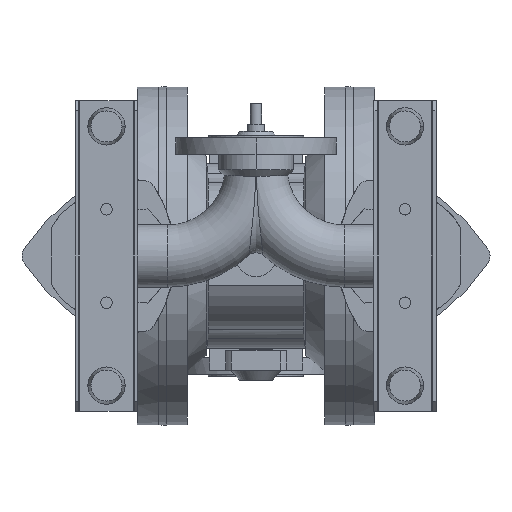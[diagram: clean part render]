
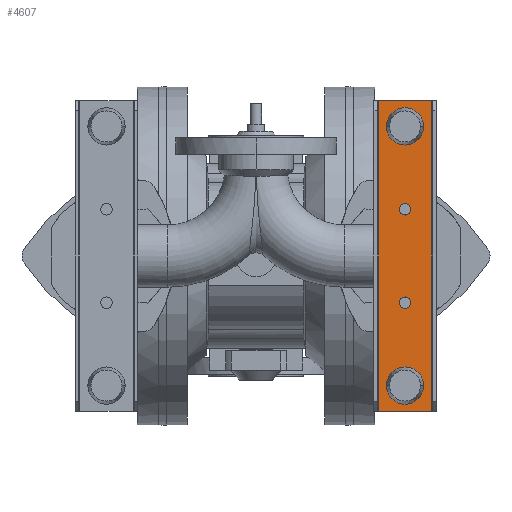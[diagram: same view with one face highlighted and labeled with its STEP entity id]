
A CAD part, front view. The second image highlights one B-rep face of the part: STEP entity #4607.
In plain terms, the highlighted planar face has unit normal (0, -1, 0).
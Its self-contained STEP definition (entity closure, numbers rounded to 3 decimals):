
#2464 = EDGE_CURVE ( 'NONE', #2465, #2466, #16056, .T. ) ;
#2465 = VERTEX_POINT ( 'NONE', #16113 ) ;
#2466 = VERTEX_POINT ( 'NONE', #16112 ) ;
#2485 = VERTEX_POINT ( 'NONE', #16135 ) ;
#2487 = EDGE_CURVE ( 'NONE', #2485, #2488, #16134, .T. ) ;
#2488 = VERTEX_POINT ( 'NONE', #16129 ) ;
#2519 = VERTEX_POINT ( 'NONE', #16276 ) ;
#2521 = EDGE_CURVE ( 'NONE', #2519, #2522, #16275, .T. ) ;
#2522 = VERTEX_POINT ( 'NONE', #16270 ) ;
#2532 = EDGE_CURVE ( 'NONE', #2533, #2534, #16316, .T. ) ;
#2533 = VERTEX_POINT ( 'NONE', #16299 ) ;
#2534 = VERTEX_POINT ( 'NONE', #16298 ) ;
#4354 = EDGE_CURVE ( 'NONE', #2522, #2519, #20803, .T. ) ;
#4359 = EDGE_CURVE ( 'NONE', #2534, #2533, #20797, .T. ) ;
#4403 = EDGE_CURVE ( 'NONE', #2488, #2485, #20927, .T. ) ;
#4421 = EDGE_CURVE ( 'NONE', #2466, #2465, #20968, .T. ) ;
#4580 = EDGE_CURVE ( 'NONE', #4581, #4582, #21351, .T. ) ;
#4581 = VERTEX_POINT ( 'NONE', #21410 ) ;
#4582 = VERTEX_POINT ( 'NONE', #21409 ) ;
#4585 = EDGE_LOOP ( 'NONE', ( #4586, #4587 ) ) ;
#4586 = ORIENTED_EDGE ( 'NONE', *, *, #2464, .F. ) ;
#4587 = ORIENTED_EDGE ( 'NONE', *, *, #4421, .F. ) ;
#4588 = EDGE_LOOP ( 'NONE', ( #4589, #4590 ) ) ;
#4589 = ORIENTED_EDGE ( 'NONE', *, *, #2532, .F. ) ;
#4590 = ORIENTED_EDGE ( 'NONE', *, *, #4359, .F. ) ;
#4591 = EDGE_LOOP ( 'NONE', ( #4592, #4594, #4649, #4651 ) ) ;
#4592 = ORIENTED_EDGE ( 'NONE', *, *, #4593, .F. ) ;
#4593 = EDGE_CURVE ( 'NONE', #4604, #4581, #21408, .T. ) ;
#4594 = ORIENTED_EDGE ( 'NONE', *, *, #4603, .F. ) ;
#4601 = VERTEX_POINT ( 'NONE', #21388 ) ;
#4603 = EDGE_CURVE ( 'NONE', #4601, #4604, #21387, .T. ) ;
#4604 = VERTEX_POINT ( 'NONE', #21383 ) ;
#4607 = ADVANCED_FACE ( 'NONE', ( #21382, #21442, #21441, #21440, #21439 ), #21438, .F. ) ;
#4608 = EDGE_LOOP ( 'NONE', ( #4663, #4664 ) ) ;
#4649 = ORIENTED_EDGE ( 'NONE', *, *, #4650, .F. ) ;
#4650 = EDGE_CURVE ( 'NONE', #4582, #4601, #21492, .T. ) ;
#4651 = ORIENTED_EDGE ( 'NONE', *, *, #4580, .F. ) ;
#4652 = EDGE_LOOP ( 'NONE', ( #4653, #4654 ) ) ;
#4653 = ORIENTED_EDGE ( 'NONE', *, *, #4354, .F. ) ;
#4654 = ORIENTED_EDGE ( 'NONE', *, *, #2521, .F. ) ;
#4663 = ORIENTED_EDGE ( 'NONE', *, *, #4403, .F. ) ;
#4664 = ORIENTED_EDGE ( 'NONE', *, *, #2487, .F. ) ;
#16052 = DIRECTION ( 'NONE',  ( 0., 0., 1. ) ) ;
#16053 = DIRECTION ( 'NONE',  ( 0., -1., 0. ) ) ;
#16054 = CARTESIAN_POINT ( 'NONE',  ( 143.75, -351.2, -45. ) ) ;
#16055 = AXIS2_PLACEMENT_3D ( 'NONE', #16054, #16053, #16052 ) ;
#16056 = CIRCLE ( 'NONE', #16055, 5.5 ) ;
#16112 = CARTESIAN_POINT ( 'NONE',  ( 143.75, -351.2, -50.5 ) ) ;
#16113 = CARTESIAN_POINT ( 'NONE',  ( 143.75, -351.2, -39.5 ) ) ;
#16129 = CARTESIAN_POINT ( 'NONE',  ( 125.75, -351.2, 125. ) ) ;
#16130 = DIRECTION ( 'NONE',  ( 0., 0., 1. ) ) ;
#16131 = DIRECTION ( 'NONE',  ( 0., -1., 0. ) ) ;
#16132 = CARTESIAN_POINT ( 'NONE',  ( 143.75, -351.2, 125. ) ) ;
#16133 = AXIS2_PLACEMENT_3D ( 'NONE', #16132, #16131, #16130 ) ;
#16134 = CIRCLE ( 'NONE', #16133, 18. ) ;
#16135 = CARTESIAN_POINT ( 'NONE',  ( 161.75, -351.2, 125. ) ) ;
#16270 = CARTESIAN_POINT ( 'NONE',  ( 125.75, -351.2, -125. ) ) ;
#16271 = DIRECTION ( 'NONE',  ( 0., 0., 1. ) ) ;
#16272 = DIRECTION ( 'NONE',  ( 0., -1., 0. ) ) ;
#16273 = CARTESIAN_POINT ( 'NONE',  ( 143.75, -351.2, -125. ) ) ;
#16274 = AXIS2_PLACEMENT_3D ( 'NONE', #16273, #16272, #16271 ) ;
#16275 = CIRCLE ( 'NONE', #16274, 18. ) ;
#16276 = CARTESIAN_POINT ( 'NONE',  ( 161.75, -351.2, -125. ) ) ;
#16298 = CARTESIAN_POINT ( 'NONE',  ( 143.75, -351.2, 39.5 ) ) ;
#16299 = CARTESIAN_POINT ( 'NONE',  ( 143.75, -351.2, 50.5 ) ) ;
#16300 = DIRECTION ( 'NONE',  ( 0., 0., 1. ) ) ;
#16313 = DIRECTION ( 'NONE',  ( 0., -1., 0. ) ) ;
#16314 = CARTESIAN_POINT ( 'NONE',  ( 143.75, -351.2, 45. ) ) ;
#16315 = AXIS2_PLACEMENT_3D ( 'NONE', #16314, #16313, #16300 ) ;
#16316 = CIRCLE ( 'NONE', #16315, 5.5 ) ;
#20789 = DIRECTION ( 'NONE',  ( 0., 0., 1. ) ) ;
#20790 = DIRECTION ( 'NONE',  ( 0., -1., 0. ) ) ;
#20791 = CARTESIAN_POINT ( 'NONE',  ( 143.75, -351.2, 45. ) ) ;
#20792 = AXIS2_PLACEMENT_3D ( 'NONE', #20791, #20790, #20789 ) ;
#20797 = CIRCLE ( 'NONE', #20792, 5.5 ) ;
#20800 = DIRECTION ( 'NONE',  ( 0., 0., 1. ) ) ;
#20801 = DIRECTION ( 'NONE',  ( 0., -1., 0. ) ) ;
#20802 = AXIS2_PLACEMENT_3D ( 'NONE', #20806, #20801, #20800 ) ;
#20803 = CIRCLE ( 'NONE', #20802, 18. ) ;
#20806 = CARTESIAN_POINT ( 'NONE',  ( 143.75, -351.2, -125. ) ) ;
#20923 = DIRECTION ( 'NONE',  ( 0., 0., 1. ) ) ;
#20924 = DIRECTION ( 'NONE',  ( 0., -1., 0. ) ) ;
#20925 = CARTESIAN_POINT ( 'NONE',  ( 143.75, -351.2, 125. ) ) ;
#20926 = AXIS2_PLACEMENT_3D ( 'NONE', #20925, #20924, #20923 ) ;
#20927 = CIRCLE ( 'NONE', #20926, 18. ) ;
#20960 = DIRECTION ( 'NONE',  ( 0., 0., 1. ) ) ;
#20961 = DIRECTION ( 'NONE',  ( 0., -1., 0. ) ) ;
#20962 = CARTESIAN_POINT ( 'NONE',  ( 143.75, -351.2, -45. ) ) ;
#20963 = AXIS2_PLACEMENT_3D ( 'NONE', #20962, #20961, #20960 ) ;
#20968 = CIRCLE ( 'NONE', #20963, 5.5 ) ;
#21348 = DIRECTION ( 'NONE',  ( 0., 0., 1. ) ) ;
#21349 = VECTOR ( 'NONE', #21348, 1000. ) ;
#21350 = CARTESIAN_POINT ( 'NONE',  ( 117.95, -351.2, 0. ) ) ;
#21351 = LINE ( 'NONE', #21350, #21349 ) ;
#21382 = FACE_BOUND ( 'NONE', #4608, .T. ) ;
#21383 = CARTESIAN_POINT ( 'NONE',  ( 169.55, -351.2, -150. ) ) ;
#21384 = DIRECTION ( 'NONE',  ( 0., 0., -1. ) ) ;
#21385 = VECTOR ( 'NONE', #21384, 1000. ) ;
#21386 = CARTESIAN_POINT ( 'NONE',  ( 169.55, -351.2, 0. ) ) ;
#21387 = LINE ( 'NONE', #21386, #21385 ) ;
#21388 = CARTESIAN_POINT ( 'NONE',  ( 169.55, -351.2, 150. ) ) ;
#21400 = DIRECTION ( 'NONE',  ( -1., 0., 0. ) ) ;
#21401 = VECTOR ( 'NONE', #21400, 1000. ) ;
#21402 = CARTESIAN_POINT ( 'NONE',  ( 143.75, -351.2, -150. ) ) ;
#21408 = LINE ( 'NONE', #21402, #21401 ) ;
#21409 = CARTESIAN_POINT ( 'NONE',  ( 117.95, -351.2, 150. ) ) ;
#21410 = CARTESIAN_POINT ( 'NONE',  ( 117.95, -351.2, -150. ) ) ;
#21434 = DIRECTION ( 'NONE',  ( 0., 0., 1. ) ) ;
#21435 = DIRECTION ( 'NONE',  ( 0., 1., 0. ) ) ;
#21436 = CARTESIAN_POINT ( 'NONE',  ( 117.95, -351.2, -150. ) ) ;
#21437 = AXIS2_PLACEMENT_3D ( 'NONE', #21436, #21435, #21434 ) ;
#21438 = PLANE ( 'NONE',  #21437 ) ;
#21439 = FACE_BOUND ( 'NONE', #4652, .T. ) ;
#21440 = FACE_OUTER_BOUND ( 'NONE', #4591, .T. ) ;
#21441 = FACE_BOUND ( 'NONE', #4588, .T. ) ;
#21442 = FACE_BOUND ( 'NONE', #4585, .T. ) ;
#21489 = DIRECTION ( 'NONE',  ( 1., 0., 0. ) ) ;
#21490 = VECTOR ( 'NONE', #21489, 1000. ) ;
#21491 = CARTESIAN_POINT ( 'NONE',  ( 143.75, -351.2, 150. ) ) ;
#21492 = LINE ( 'NONE', #21491, #21490 ) ;
